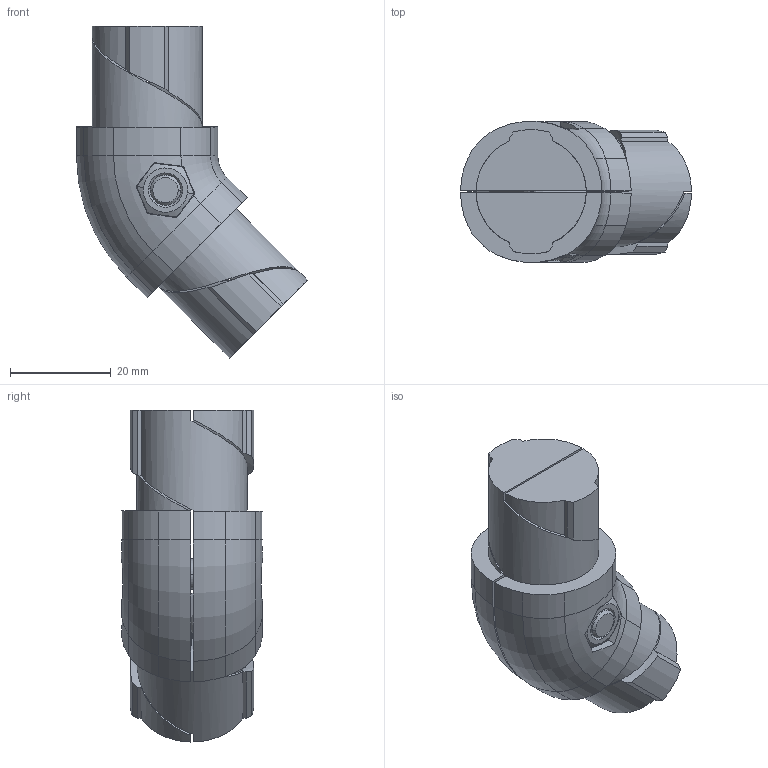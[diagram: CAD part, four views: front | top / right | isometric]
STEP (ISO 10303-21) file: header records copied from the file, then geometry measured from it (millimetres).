
FILE_DESCRIPTION(/* description */ (''),/* implementation_level */ '2;1');
FILE_NAME(/* name */ '41D-142-0.stp',/* time_stamp */ '2022-07-21T10:52:02-04:00',/* author */ ('aorselli'),/* organization */ (''),/* preprocessor_version */ 'ST-DEVELOPER v18.1',/* originating_system */ 'AutoCAD Mechanical',/* authorisation */ '');
FILE_SCHEMA (('AUTOMOTIVE_DESIGN { 1 0 10303 214 3 1 1 }'));
Length unit declared in the file: millimetre
Products named in the file (1): 41D-142-0
Bounding box: 45.75 x 27.96 x 65.76 mm (x, y, z)
Volume: 16490.6 mm3; surface area: 13722.8 mm2
Topology: 4 solids, 8 shells, 143 faces, 364 edges, 237 vertices
Faces by surface type: plane 65, cylinder 48, cone 12, torus 10, bspline 8
Entity records: 5433 total; most frequent: CARTESIAN_POINT 2115, ORIENTED_EDGE 724, DIRECTION 614, EDGE_CURVE 362, VERTEX_POINT 237, AXIS2_PLACEMENT_3D 232, EDGE_LOOP 151, LINE 150
